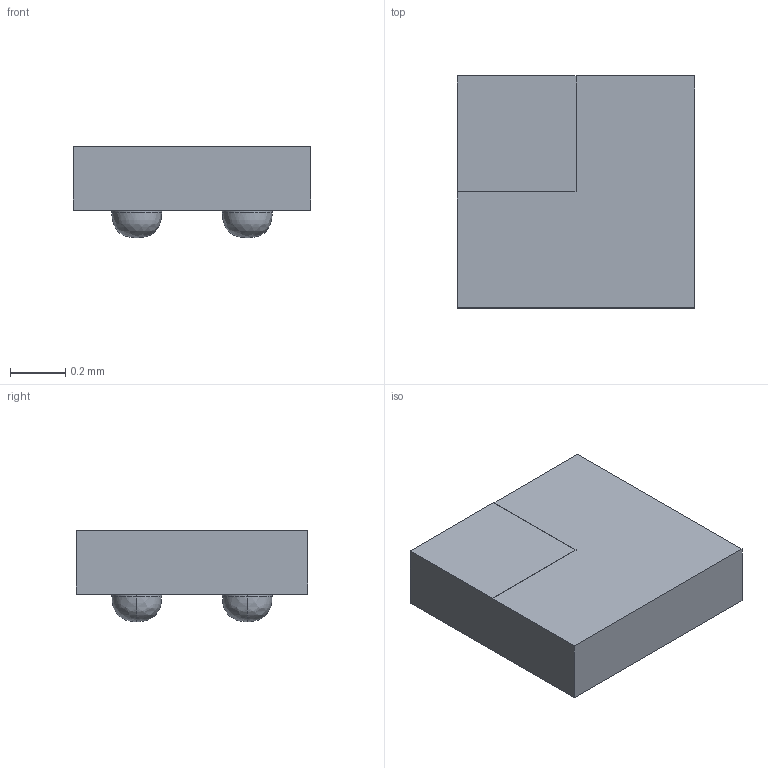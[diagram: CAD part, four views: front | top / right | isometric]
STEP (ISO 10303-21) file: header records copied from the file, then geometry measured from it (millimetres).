
FILE_DESCRIPTION (( 'STEP AP214' ), '1' );
FILE_NAME ('ONSEMI_567DC.STEP', '2023-02-22T19:14:16', ( '' ), ( '' ), 'SwSTEP 2.0', 'SolidWorks 2019', '' );
FILE_SCHEMA (( 'AUTOMOTIVE_DESIGN' ));
Length unit declared in the file: millimetre
Products named in the file (1): ONSEMI_567DC
Bounding box: 0.86 x 0.84 x 0.33 mm (x, y, z)
Volume: 0.2 mm3; surface area: 2.4 mm2
Topology: 1 solids, 1 shells, 25 faces, 61 edges, 34 vertices
Faces by surface type: plane 9, bspline 8, cylinder 8
Entity records: 1406 total; most frequent: CARTESIAN_POINT 625, ORIENTED_EDGE 106, DIRECTION 81, EDGE_CURVE 53, VERTEX_POINT 34, VECTOR 29, EDGE_LOOP 29, LINE 29
